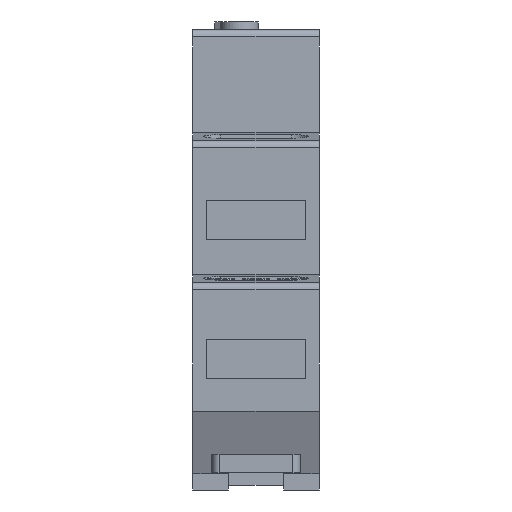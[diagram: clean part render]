
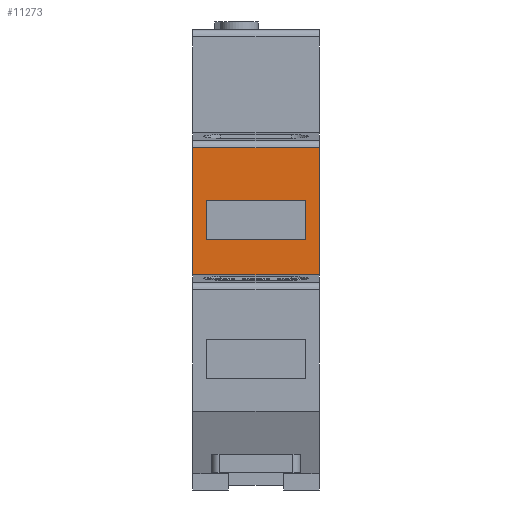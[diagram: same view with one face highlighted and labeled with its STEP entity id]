
A CAD part, front view. The second image highlights one B-rep face of the part: STEP entity #11273.
In plain terms, the highlighted planar face has unit normal (0, -1, 0).
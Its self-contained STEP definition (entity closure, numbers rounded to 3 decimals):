
#34 = ORIENTED_EDGE ( 'NONE', *, *, #10441, .F. ) ;
#137 = VECTOR ( 'NONE', #10539, 1000. ) ;
#220 = DIRECTION ( 'NONE',  ( -1., 0., 0. ) ) ;
#529 = VECTOR ( 'NONE', #4219, 1000. ) ;
#1057 = CARTESIAN_POINT ( 'NONE',  ( 17.8, 7.775, 48.2 ) ) ;
#1541 = CARTESIAN_POINT ( 'NONE',  ( 0., 7.775, 30.3 ) ) ;
#2084 = DIRECTION ( 'NONE',  ( -1., 0., 0. ) ) ;
#2589 = CARTESIAN_POINT ( 'NONE',  ( 17.8, 7.775, 30.3 ) ) ;
#2762 = LINE ( 'NONE', #8738, #4137 ) ;
#2982 = CARTESIAN_POINT ( 'NONE',  ( 17.8, 7.775, 48.2 ) ) ;
#3386 = VERTEX_POINT ( 'NONE', #7323 ) ;
#3668 = LINE ( 'NONE', #6131, #5542 ) ;
#3970 = ORIENTED_EDGE ( 'NONE', *, *, #6793, .T. ) ;
#4106 = AXIS2_PLACEMENT_3D ( 'NONE', #2589, #11591, #4755 ) ;
#4134 = CARTESIAN_POINT ( 'NONE',  ( 1.9, 7.775, 35.3 ) ) ;
#4137 = VECTOR ( 'NONE', #10721, 1000. ) ;
#4219 = DIRECTION ( 'NONE',  ( 0., 0., 1. ) ) ;
#4359 = EDGE_CURVE ( 'NONE', #9719, #5078, #7956, .T. ) ;
#4610 = CARTESIAN_POINT ( 'NONE',  ( 1.9, 7.775, 35.3 ) ) ;
#4755 = DIRECTION ( 'NONE',  ( 0., 0., 1. ) ) ;
#4876 = ORIENTED_EDGE ( 'NONE', *, *, #7582, .T. ) ;
#5078 = VERTEX_POINT ( 'NONE', #5907 ) ;
#5542 = VECTOR ( 'NONE', #220, 1000. ) ;
#5587 = CARTESIAN_POINT ( 'NONE',  ( 17.8, 7.775, 30.3 ) ) ;
#5675 = FACE_OUTER_BOUND ( 'NONE', #10415, .T. ) ;
#5676 = DIRECTION ( 'NONE',  ( 0., 0., -1. ) ) ;
#5907 = CARTESIAN_POINT ( 'NONE',  ( 15.9, 7.775, 40.8 ) ) ;
#5941 = LINE ( 'NONE', #1541, #8013 ) ;
#6069 = EDGE_CURVE ( 'NONE', #11882, #8082, #8383, .T. ) ;
#6131 = CARTESIAN_POINT ( 'NONE',  ( 1.9, 7.775, 35.3 ) ) ;
#6305 = FACE_BOUND ( 'NONE', #11886, .T. ) ;
#6368 = LINE ( 'NONE', #10292, #8697 ) ;
#6793 = EDGE_CURVE ( 'NONE', #8082, #7461, #5941, .T. ) ;
#6854 = VERTEX_POINT ( 'NONE', #4610 ) ;
#7142 = ORIENTED_EDGE ( 'NONE', *, *, #10742, .F. ) ;
#7256 = LINE ( 'NONE', #5587, #137 ) ;
#7323 = CARTESIAN_POINT ( 'NONE',  ( 15.9, 7.775, 35.3 ) ) ;
#7386 = ORIENTED_EDGE ( 'NONE', *, *, #9188, .T. ) ;
#7461 = VERTEX_POINT ( 'NONE', #11199 ) ;
#7582 = EDGE_CURVE ( 'NONE', #6854, #9719, #7662, .T. ) ;
#7662 = LINE ( 'NONE', #4134, #529 ) ;
#7956 = LINE ( 'NONE', #8841, #11955 ) ;
#8013 = VECTOR ( 'NONE', #5676, 1000. ) ;
#8082 = VERTEX_POINT ( 'NONE', #11530 ) ;
#8209 = CARTESIAN_POINT ( 'NONE',  ( 1.9, 7.775, 40.8 ) ) ;
#8383 = LINE ( 'NONE', #1057, #10542 ) ;
#8392 = ORIENTED_EDGE ( 'NONE', *, *, #4359, .T. ) ;
#8625 = PLANE ( 'NONE',  #4106 ) ;
#8697 = VECTOR ( 'NONE', #9209, 1000. ) ;
#8738 = CARTESIAN_POINT ( 'NONE',  ( 17.8, 7.775, 30.3 ) ) ;
#8792 = CARTESIAN_POINT ( 'NONE',  ( 17.8, 7.775, 30.3 ) ) ;
#8841 = CARTESIAN_POINT ( 'NONE',  ( 1.9, 7.775, 40.8 ) ) ;
#9188 = EDGE_CURVE ( 'NONE', #5078, #3386, #6368, .T. ) ;
#9209 = DIRECTION ( 'NONE',  ( 0., 0., -1. ) ) ;
#9719 = VERTEX_POINT ( 'NONE', #8209 ) ;
#9740 = ORIENTED_EDGE ( 'NONE', *, *, #6069, .T. ) ;
#10292 = CARTESIAN_POINT ( 'NONE',  ( 15.9, 7.775, 35.3 ) ) ;
#10415 = EDGE_LOOP ( 'NONE', ( #3970, #34, #7142, #9740 ) ) ;
#10441 = EDGE_CURVE ( 'NONE', #10923, #7461, #2762, .T. ) ;
#10539 = DIRECTION ( 'NONE',  ( 0., 0., -1. ) ) ;
#10542 = VECTOR ( 'NONE', #2084, 1000. ) ;
#10619 = ORIENTED_EDGE ( 'NONE', *, *, #10709, .T. ) ;
#10709 = EDGE_CURVE ( 'NONE', #3386, #6854, #3668, .T. ) ;
#10721 = DIRECTION ( 'NONE',  ( -1., 0., 0. ) ) ;
#10742 = EDGE_CURVE ( 'NONE', #11882, #10923, #7256, .T. ) ;
#10823 = DIRECTION ( 'NONE',  ( 1., 0., 0. ) ) ;
#10923 = VERTEX_POINT ( 'NONE', #8792 ) ;
#11199 = CARTESIAN_POINT ( 'NONE',  ( 0., 7.775, 30.3 ) ) ;
#11273 = ADVANCED_FACE ( 'NONE', ( #5675, #6305 ), #8625, .F. ) ;
#11530 = CARTESIAN_POINT ( 'NONE',  ( 0., 7.775, 48.2 ) ) ;
#11591 = DIRECTION ( 'NONE',  ( 0., 1., 0. ) ) ;
#11882 = VERTEX_POINT ( 'NONE', #2982 ) ;
#11886 = EDGE_LOOP ( 'NONE', ( #4876, #8392, #7386, #10619 ) ) ;
#11955 = VECTOR ( 'NONE', #10823, 1000. ) ;
